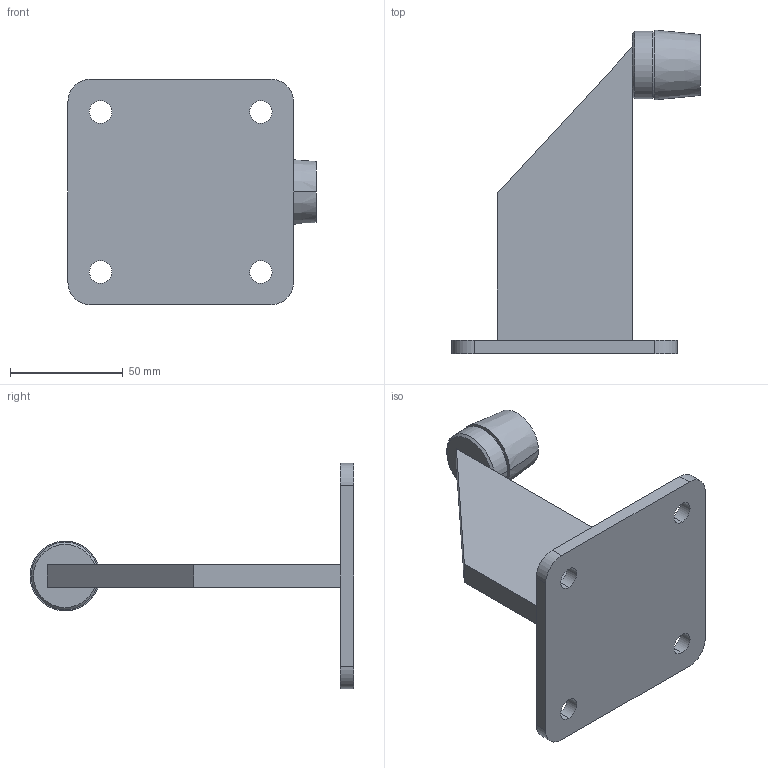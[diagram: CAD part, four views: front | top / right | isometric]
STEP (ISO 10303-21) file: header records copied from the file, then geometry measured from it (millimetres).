
FILE_DESCRIPTION (( 'STEP AP214' ), '1' );
FILE_NAME ('H_10B-60x130.STEP', '2021-11-15T12:34:11', ( '' ), ( '' ), 'SwSTEP 2.0', 'SolidWorks 2019', '' );
FILE_SCHEMA (( 'AUTOMOTIVE_DESIGN' ));
Length unit declared in the file: millimetre
Products named in the file (7): H-10B-60x130 P3; H-10B-60x130 Z1; H-10B-60x130 P4; H_10B-60x130; H-10B-60x130 P2-oa0; M5x20; H-10B-60x130 P1
Assembly tree (6 placements, depth 3):
  H_10B-60x130
    H-10B-60x130 Z1
      H-10B-60x130 P1
      H-10B-60x130 P2-oa0
      H-10B-60x130 P3
    M5x20
    H-10B-60x130 P4
Bounding box: 110 x 143.5 x 100 mm (x, y, z)
Volume: 135486.4 mm3; surface area: 43837 mm2
Topology: 5 solids, 5 shells, 72 faces, 160 edges, 102 vertices
Faces by surface type: plane 28, cylinder 26, cone 14, torus 4
Entity records: 2320 total; most frequent: DIRECTION 402, CARTESIAN_POINT 344, ORIENTED_EDGE 320, AXIS2_PLACEMENT_3D 160, EDGE_CURVE 160, VERTEX_POINT 102, EDGE_LOOP 86, LINE 82
